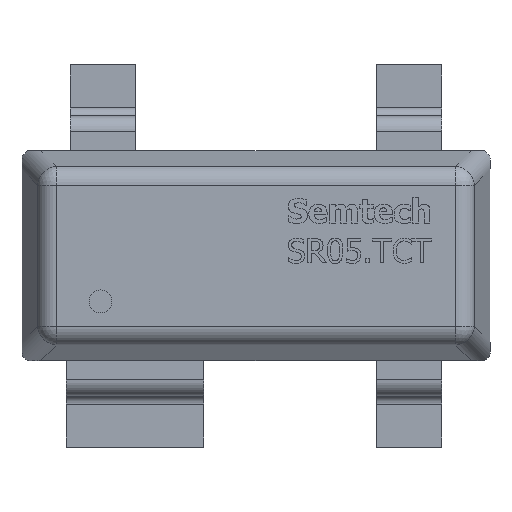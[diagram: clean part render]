
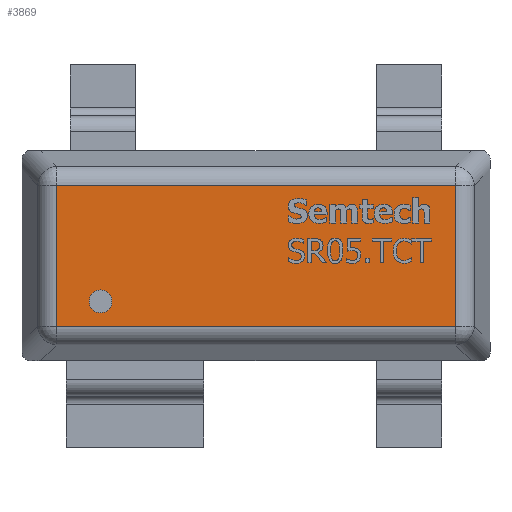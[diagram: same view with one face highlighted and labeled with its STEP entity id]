
A CAD part, top view. The second image highlights one B-rep face of the part: STEP entity #3869.
In plain terms, the highlighted planar face has unit normal (0, 0, 1).
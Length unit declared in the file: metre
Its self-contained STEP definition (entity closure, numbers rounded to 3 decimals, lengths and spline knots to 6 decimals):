
#2385 = EDGE_CURVE( '', #5607, #5608, #5609, .T. );
#2541 = EDGE_CURVE( '', #5608, #5518, #5827, .T. );
#3087 = EDGE_CURVE( '', #5382, #5607, #6530, .T. );
#3437 = EDGE_CURVE( '', #5518, #5382, #6949, .T. );
#3869 = ADVANCED_FACE( '', ( #7439 ), #7440, .T. );
#5382 = VERTEX_POINT( '', #9702 );
#5518 = VERTEX_POINT( '', #9900 );
#5607 = VERTEX_POINT( '', #10046 );
#5608 = VERTEX_POINT( '', #10047 );
#5609 = LINE( '', #10048, #10049 );
#5827 = LINE( '', #10383, #10384 );
#6530 = LINE( '', #11535, #11536 );
#6949 = LINE( '', #12234, #12235 );
#7439 = FACE_OUTER_BOUND( '', #13087, .T. );
#7440 = PLANE( '', #13088 );
#9702 = CARTESIAN_POINT( '', ( 0.001237, 0.000437, 0.00122 ) );
#9900 = CARTESIAN_POINT( '', ( -0.001237, 0.000437, 0.00122 ) );
#10046 = CARTESIAN_POINT( '', ( 0.001237, -0.000437, 0.00122 ) );
#10047 = CARTESIAN_POINT( '', ( -0.001237, -0.000437, 0.00122 ) );
#10048 = CARTESIAN_POINT( '', ( -0.000363, -0.000437, 0.00122 ) );
#10049 = VECTOR( '', #14906, 1. );
#10383 = CARTESIAN_POINT( '', ( -0.001237, 0.000163, 0.00122 ) );
#10384 = VECTOR( '', #15274, 1. );
#11535 = CARTESIAN_POINT( '', ( 0.001237, -0.000163, 0.00122 ) );
#11536 = VECTOR( '', #16286, 1. );
#12234 = CARTESIAN_POINT( '', ( 0.000363, 0.000437, 0.00122 ) );
#12235 = VECTOR( '', #17039, 1. );
#13087 = EDGE_LOOP( '', ( #17831, #17832, #17833, #17834 ) );
#13088 = AXIS2_PLACEMENT_3D( '', #17835, #17836, #17837 );
#14906 = DIRECTION( '', ( -1., 0., 0. ) );
#15274 = DIRECTION( '', ( 0., 1., 0. ) );
#16286 = DIRECTION( '', ( 0., -1., 0. ) );
#17039 = DIRECTION( '', ( 1., 0., 0. ) );
#17831 = ORIENTED_EDGE( '', *, *, #3437, .F. );
#17832 = ORIENTED_EDGE( '', *, *, #2541, .F. );
#17833 = ORIENTED_EDGE( '', *, *, #2385, .F. );
#17834 = ORIENTED_EDGE( '', *, *, #3087, .F. );
#17835 = CARTESIAN_POINT( '', ( 0., 0., 0.00122 ) );
#17836 = DIRECTION( '', ( 0., 0., 1. ) );
#17837 = DIRECTION( '', ( 1., 0., 0. ) );
